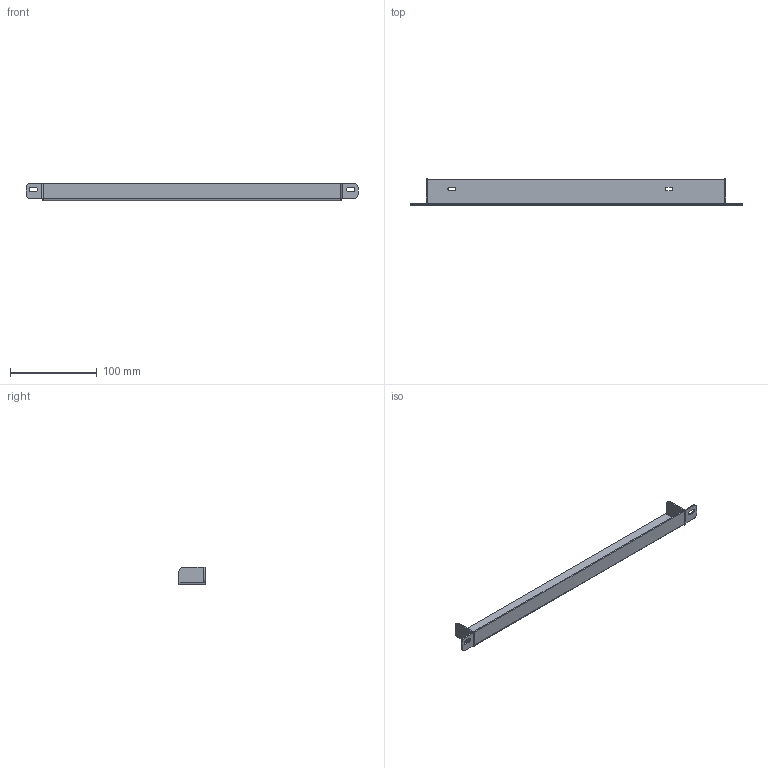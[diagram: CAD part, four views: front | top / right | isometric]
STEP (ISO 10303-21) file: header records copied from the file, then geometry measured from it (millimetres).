
FILE_DESCRIPTION (( 'STEP AP203' ), '1' );
FILE_NAME ('MS001-B.03.010JS.1.1 MS001-BUPS嘐隅鍼踢珨.step', '2021-08-27T10:51:15', ( 'Windows User' ), ( 'P R C' ), 'SwSTEP 2.0', 'SolidWorks 2016', '' );
FILE_SCHEMA (( 'CONFIG_CONTROL_DESIGN' ));
Length unit declared in the file: millimetre
Products named in the file (1): MS001-B.03.010JS.1.1 MS001-BUPS嘐隅鍼踢珨
Bounding box: 383 x 30 x 20 mm (x, y, z)
Surface area: 37657.8 mm2 (no closed solid volume)
Topology: 0 solids, 1 shells, 58 faces, 164 edges, 104 vertices
Faces by surface type: plane 32, cylinder 26
Entity records: 1953 total; most frequent: CARTESIAN_POINT 331, DIRECTION 330, ORIENTED_EDGE 312, EDGE_CURVE 164, AXIS2_PLACEMENT_3D 111, LINE 108, VECTOR 108, VERTEX_POINT 104
